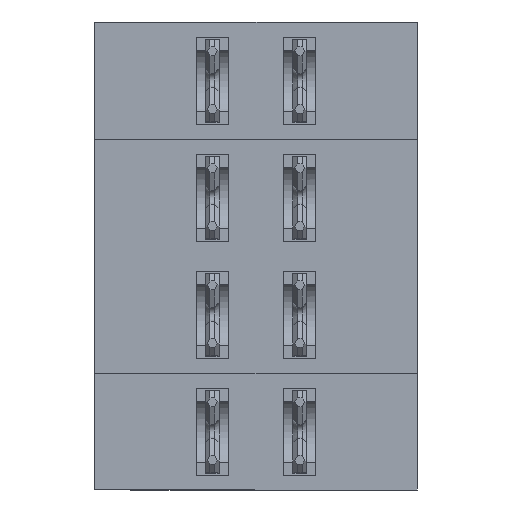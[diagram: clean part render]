
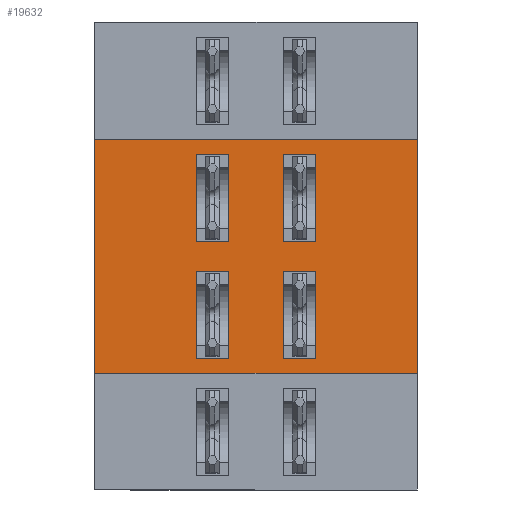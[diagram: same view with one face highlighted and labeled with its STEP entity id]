
A CAD part, front view. The second image highlights one B-rep face of the part: STEP entity #19632.
In plain terms, the highlighted planar face has unit normal (0, -1, 0).
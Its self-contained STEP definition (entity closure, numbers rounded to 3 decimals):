
#1603=ORIENTED_EDGE('',*,*,#6723,.T.);
#1604=ORIENTED_EDGE('',*,*,#6927,.T.);
#1605=ORIENTED_EDGE('',*,*,#6928,.T.);
#1606=ORIENTED_EDGE('',*,*,#6804,.F.);
#1607=ORIENTED_EDGE('',*,*,#6929,.F.);
#1608=ORIENTED_EDGE('',*,*,#6930,.F.);
#1609=ORIENTED_EDGE('',*,*,#6931,.F.);
#1610=ORIENTED_EDGE('',*,*,#6932,.F.);
#1611=ORIENTED_EDGE('',*,*,#6933,.F.);
#1612=ORIENTED_EDGE('',*,*,#6934,.F.);
#1613=ORIENTED_EDGE('',*,*,#6935,.F.);
#1614=ORIENTED_EDGE('',*,*,#6936,.F.);
#1615=ORIENTED_EDGE('',*,*,#6937,.F.);
#1616=ORIENTED_EDGE('',*,*,#6938,.F.);
#1617=ORIENTED_EDGE('',*,*,#6939,.F.);
#1618=ORIENTED_EDGE('',*,*,#6940,.F.);
#1619=ORIENTED_EDGE('',*,*,#6941,.F.);
#1620=ORIENTED_EDGE('',*,*,#6942,.F.);
#1621=ORIENTED_EDGE('',*,*,#6943,.F.);
#1622=ORIENTED_EDGE('',*,*,#6944,.F.);
#6723=EDGE_CURVE('',#9514,#9515,#11527,.T.);
#6804=EDGE_CURVE('',#9514,#9568,#11600,.T.);
#6927=EDGE_CURVE('',#9515,#9641,#11711,.T.);
#6928=EDGE_CURVE('',#9641,#9568,#11712,.T.);
#6929=EDGE_CURVE('',#9642,#9643,#11713,.T.);
#6930=EDGE_CURVE('',#9644,#9642,#11714,.T.);
#6931=EDGE_CURVE('',#9645,#9644,#11715,.T.);
#6932=EDGE_CURVE('',#9643,#9645,#11716,.T.);
#6933=EDGE_CURVE('',#9646,#9647,#11717,.T.);
#6934=EDGE_CURVE('',#9648,#9646,#11718,.T.);
#6935=EDGE_CURVE('',#9649,#9648,#11719,.T.);
#6936=EDGE_CURVE('',#9647,#9649,#11720,.T.);
#6937=EDGE_CURVE('',#9650,#9651,#11721,.T.);
#6938=EDGE_CURVE('',#9652,#9650,#11722,.T.);
#6939=EDGE_CURVE('',#9653,#9652,#11723,.T.);
#6940=EDGE_CURVE('',#9651,#9653,#11724,.T.);
#6941=EDGE_CURVE('',#9654,#9655,#11725,.T.);
#6942=EDGE_CURVE('',#9656,#9654,#11726,.T.);
#6943=EDGE_CURVE('',#9657,#9656,#11727,.T.);
#6944=EDGE_CURVE('',#9655,#9657,#11728,.T.);
#9514=VERTEX_POINT('',#27804);
#9515=VERTEX_POINT('',#27805);
#9568=VERTEX_POINT('',#27963);
#9641=VERTEX_POINT('',#28201);
#9642=VERTEX_POINT('',#28206);
#9643=VERTEX_POINT('',#28207);
#9644=VERTEX_POINT('',#28209);
#9645=VERTEX_POINT('',#28211);
#9646=VERTEX_POINT('',#28214);
#9647=VERTEX_POINT('',#28215);
#9648=VERTEX_POINT('',#28217);
#9649=VERTEX_POINT('',#28219);
#9650=VERTEX_POINT('',#28222);
#9651=VERTEX_POINT('',#28223);
#9652=VERTEX_POINT('',#28225);
#9653=VERTEX_POINT('',#28227);
#9654=VERTEX_POINT('',#28230);
#9655=VERTEX_POINT('',#28231);
#9656=VERTEX_POINT('',#28233);
#9657=VERTEX_POINT('',#28235);
#11527=LINE('',#27803,#14243);
#11600=LINE('',#27962,#14316);
#11711=LINE('',#28202,#14427);
#11712=LINE('',#28204,#14428);
#11713=LINE('',#28205,#14429);
#11714=LINE('',#28208,#14430);
#11715=LINE('',#28210,#14431);
#11716=LINE('',#28212,#14432);
#11717=LINE('',#28213,#14433);
#11718=LINE('',#28216,#14434);
#11719=LINE('',#28218,#14435);
#11720=LINE('',#28220,#14436);
#11721=LINE('',#28221,#14437);
#11722=LINE('',#28224,#14438);
#11723=LINE('',#28226,#14439);
#11724=LINE('',#28228,#14440);
#11725=LINE('',#28229,#14441);
#11726=LINE('',#28232,#14442);
#11727=LINE('',#28234,#14443);
#11728=LINE('',#28236,#14444);
#14243=VECTOR('',#22455,1000.);
#14316=VECTOR('',#22592,1000.);
#14427=VECTOR('',#22813,1000.);
#14428=VECTOR('',#22816,1000.);
#14429=VECTOR('',#22817,1000.);
#14430=VECTOR('',#22818,1000.);
#14431=VECTOR('',#22819,1000.);
#14432=VECTOR('',#22820,1000.);
#14433=VECTOR('',#22821,1000.);
#14434=VECTOR('',#22822,1000.);
#14435=VECTOR('',#22823,1000.);
#14436=VECTOR('',#22824,1000.);
#14437=VECTOR('',#22825,1000.);
#14438=VECTOR('',#22826,1000.);
#14439=VECTOR('',#22827,1000.);
#14440=VECTOR('',#22828,1000.);
#14441=VECTOR('',#22829,1000.);
#14442=VECTOR('',#22830,1000.);
#14443=VECTOR('',#22831,1000.);
#14444=VECTOR('',#22832,1000.);
#16669=EDGE_LOOP('',(#1603,#1604,#1605,#1606));
#16670=EDGE_LOOP('',(#1607,#1608,#1609,#1610));
#16671=EDGE_LOOP('',(#1611,#1612,#1613,#1614));
#16672=EDGE_LOOP('',(#1615,#1616,#1617,#1618));
#16673=EDGE_LOOP('',(#1619,#1620,#1621,#1622));
#17712=FACE_BOUND('',#16669,.T.);
#17713=FACE_BOUND('',#16670,.T.);
#17714=FACE_BOUND('',#16671,.T.);
#17715=FACE_BOUND('',#16672,.T.);
#17716=FACE_BOUND('',#16673,.T.);
#18720=PLANE('',#20690);
#19632=ADVANCED_FACE('',(#17712,#17713,#17714,#17715,#17716),#18720,.F.);
#20690=AXIS2_PLACEMENT_3D('',#28203,#22814,#22815);
#22455=DIRECTION('',(1.,0.,0.));
#22592=DIRECTION('',(0.,0.,1.));
#22813=DIRECTION('',(0.,0.,1.));
#22814=DIRECTION('',(0.,1.,0.));
#22815=DIRECTION('',(1.,0.,0.));
#22816=DIRECTION('',(-1.,0.,0.));
#22817=DIRECTION('',(0.,0.,1.));
#22818=DIRECTION('',(1.,0.,0.));
#22819=DIRECTION('',(0.,0.,-1.));
#22820=DIRECTION('',(-1.,0.,0.));
#22821=DIRECTION('',(0.,0.,-1.));
#22822=DIRECTION('',(-1.,0.,0.));
#22823=DIRECTION('',(0.,0.,1.));
#22824=DIRECTION('',(1.,0.,0.));
#22825=DIRECTION('',(0.,0.,1.));
#22826=DIRECTION('',(1.,0.,0.));
#22827=DIRECTION('',(0.,0.,-1.));
#22828=DIRECTION('',(-1.,0.,0.));
#22829=DIRECTION('',(0.,0.,-1.));
#22830=DIRECTION('',(-1.,0.,0.));
#22831=DIRECTION('',(0.,0.,1.));
#22832=DIRECTION('',(1.,0.,0.));
#27803=CARTESIAN_POINT('',(1.7,-16.102,-0.008));
#27804=CARTESIAN_POINT('',(-1.8,-16.102,-0.008));
#27805=CARTESIAN_POINT('',(5.2,-16.102,-0.008));
#27962=CARTESIAN_POINT('',(-1.8,-16.102,-2.54));
#27963=CARTESIAN_POINT('',(-1.8,-16.102,5.072));
#28201=CARTESIAN_POINT('',(5.2,-16.102,5.072));
#28202=CARTESIAN_POINT('',(5.2,-16.102,-2.54));
#28203=CARTESIAN_POINT('',(-1.8,-16.102,-2.54));
#28204=CARTESIAN_POINT('',(1.7,-16.102,5.072));
#28205=CARTESIAN_POINT('',(3.,-16.102,-2.54));
#28206=CARTESIAN_POINT('',(3.,-16.102,0.312));
#28207=CARTESIAN_POINT('',(3.,-16.102,2.212));
#28208=CARTESIAN_POINT('',(1.7,-16.102,0.312));
#28209=CARTESIAN_POINT('',(2.3,-16.102,0.312));
#28210=CARTESIAN_POINT('',(2.3,-16.102,-2.54));
#28211=CARTESIAN_POINT('',(2.3,-16.102,2.212));
#28212=CARTESIAN_POINT('',(1.7,-16.102,2.212));
#28213=CARTESIAN_POINT('',(0.4,-16.102,-2.54));
#28214=CARTESIAN_POINT('',(0.4,-16.102,2.212));
#28215=CARTESIAN_POINT('',(0.4,-16.102,0.312));
#28216=CARTESIAN_POINT('',(1.7,-16.102,2.212));
#28217=CARTESIAN_POINT('',(1.1,-16.102,2.212));
#28218=CARTESIAN_POINT('',(1.1,-16.102,-2.54));
#28219=CARTESIAN_POINT('',(1.1,-16.102,0.312));
#28220=CARTESIAN_POINT('',(1.7,-16.102,0.312));
#28221=CARTESIAN_POINT('',(3.,-16.102,0.));
#28222=CARTESIAN_POINT('',(3.,-16.102,2.852));
#28223=CARTESIAN_POINT('',(3.,-16.102,4.752));
#28224=CARTESIAN_POINT('',(1.7,-16.102,2.852));
#28225=CARTESIAN_POINT('',(2.3,-16.102,2.852));
#28226=CARTESIAN_POINT('',(2.3,-16.102,0.));
#28227=CARTESIAN_POINT('',(2.3,-16.102,4.752));
#28228=CARTESIAN_POINT('',(1.7,-16.102,4.752));
#28229=CARTESIAN_POINT('',(0.4,-16.102,0.));
#28230=CARTESIAN_POINT('',(0.4,-16.102,4.752));
#28231=CARTESIAN_POINT('',(0.4,-16.102,2.852));
#28232=CARTESIAN_POINT('',(1.7,-16.102,4.752));
#28233=CARTESIAN_POINT('',(1.1,-16.102,4.752));
#28234=CARTESIAN_POINT('',(1.1,-16.102,0.));
#28235=CARTESIAN_POINT('',(1.1,-16.102,2.852));
#28236=CARTESIAN_POINT('',(1.7,-16.102,2.852));
